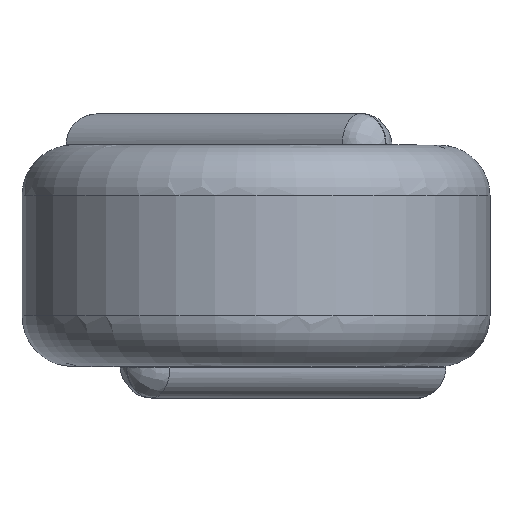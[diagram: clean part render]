
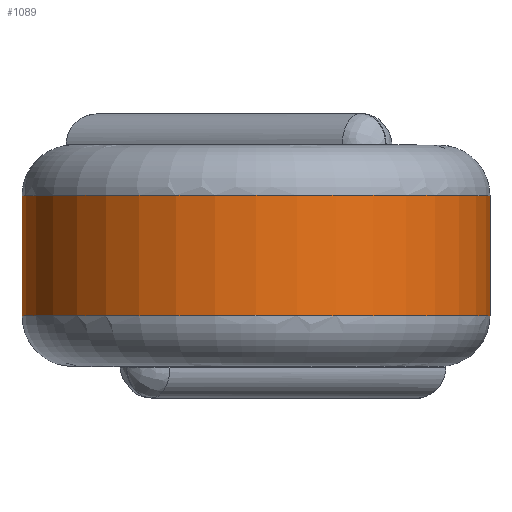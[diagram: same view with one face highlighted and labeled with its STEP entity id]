
A CAD part, top view. The second image highlights one B-rep face of the part: STEP entity #1089.
In plain terms, the highlighted cylindrical face has radius 3.7 mm (diameter 7.4 mm), a full revolution.
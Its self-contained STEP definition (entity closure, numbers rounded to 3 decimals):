
#721 = VERTEX_POINT('',#722);
#722 = CARTESIAN_POINT('',(-3.7,-0.95,7.045));
#729 = EDGE_CURVE('',#730,#721,#732,.T.);
#730 = VERTEX_POINT('',#731);
#731 = CARTESIAN_POINT('',(3.7,-0.95,7.045));
#732 = CIRCLE('',#733,3.7);
#733 = AXIS2_PLACEMENT_3D('',#734,#735,#736);
#734 = CARTESIAN_POINT('',(0.,-0.95,7.045));
#735 = DIRECTION('',(0.,1.,0.));
#736 = DIRECTION('',(-1.,0.,0.));
#738 = EDGE_CURVE('',#721,#730,#739,.T.);
#739 = CIRCLE('',#740,3.7);
#740 = AXIS2_PLACEMENT_3D('',#741,#742,#743);
#741 = CARTESIAN_POINT('',(0.,-0.95,7.045));
#742 = DIRECTION('',(0.,1.,0.));
#743 = DIRECTION('',(-1.,0.,0.));
#1089 = ADVANCED_FACE('',(#1090),#1110,.T.);
#1090 = FACE_BOUND('',#1091,.T.);
#1091 = EDGE_LOOP('',(#1092,#1101,#1107,#1108,#1109));
#1092 = ORIENTED_EDGE('',*,*,#1093,.F.);
#1093 = EDGE_CURVE('',#1094,#1094,#1096,.T.);
#1094 = VERTEX_POINT('',#1095);
#1095 = CARTESIAN_POINT('',(3.7,0.95,7.045));
#1096 = CIRCLE('',#1097,3.7);
#1097 = AXIS2_PLACEMENT_3D('',#1098,#1099,#1100);
#1098 = CARTESIAN_POINT('',(0.,0.95,7.045));
#1099 = DIRECTION('',(0.,1.,0.));
#1100 = DIRECTION('',(1.,0.,0.));
#1101 = ORIENTED_EDGE('',*,*,#1102,.T.);
#1102 = EDGE_CURVE('',#1094,#730,#1103,.T.);
#1103 = LINE('',#1104,#1105);
#1104 = CARTESIAN_POINT('',(3.7,1.75,7.045));
#1105 = VECTOR('',#1106,1.);
#1106 = DIRECTION('',(0.,-1.,0.));
#1107 = ORIENTED_EDGE('',*,*,#729,.T.);
#1108 = ORIENTED_EDGE('',*,*,#738,.T.);
#1109 = ORIENTED_EDGE('',*,*,#1102,.F.);
#1110 = CYLINDRICAL_SURFACE('',#1111,3.7);
#1111 = AXIS2_PLACEMENT_3D('',#1112,#1113,#1114);
#1112 = CARTESIAN_POINT('',(0.,1.75,7.045));
#1113 = DIRECTION('',(0.,1.,0.));
#1114 = DIRECTION('',(-1.,0.,0.));
